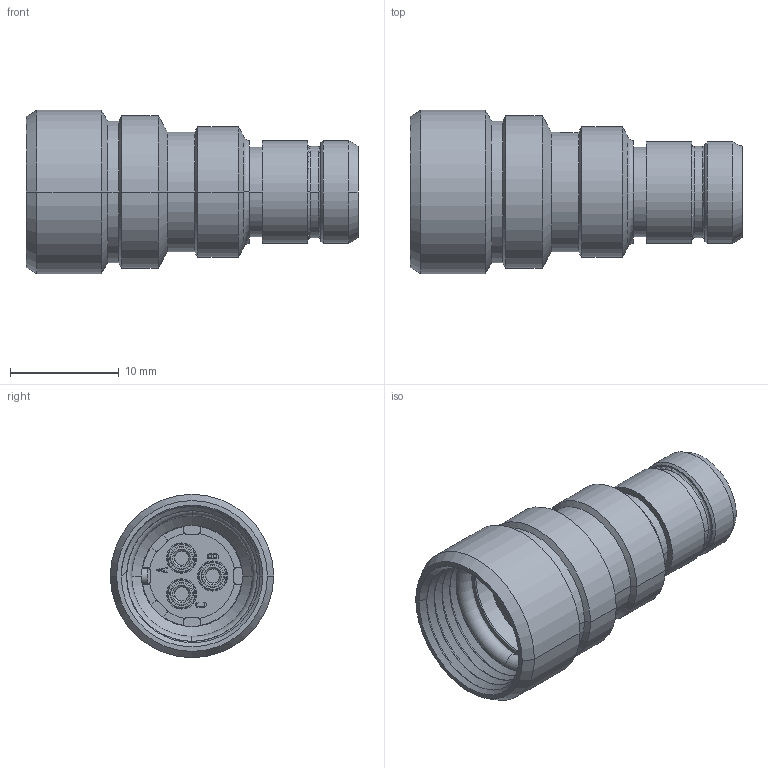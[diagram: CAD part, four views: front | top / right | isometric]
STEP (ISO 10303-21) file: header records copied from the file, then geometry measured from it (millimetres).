
FILE_DESCRIPTION((''),'2;1');
FILE_NAME('1332P003MS','2024-07-24T14:33:33',('paultorloting'),('NET AG system integration'),'CREO PARAMETRIC BY PTC INC, 2021404','CREO PARAMETRIC BY PTC INC, 2021404','');
FILE_SCHEMA(('AUTOMOTIVE_DESIGN { 1 0 10303 214 1 1 1 1 }'));
Length unit declared in the file: millimetre
Products named in the file (1): 1332P003MS
Bounding box: 30.5 x 15 x 15 mm (x, y, z)
Volume: 1931.1 mm3; surface area: 3110.9 mm2
Topology: 1 solids, 1 shells, 450 faces, 1151 edges, 739 vertices
Faces by surface type: plane 261, cylinder 113, cone 39, torus 27, bspline 10
Entity records: 18807 total; most frequent: CARTESIAN_POINT 4350, ORIENTED_EDGE 2302, DIRECTION 2295, EDGE_CURVE 1151, VECTOR 780, LINE 780, AXIS2_PLACEMENT_3D 756, VERTEX_POINT 739
